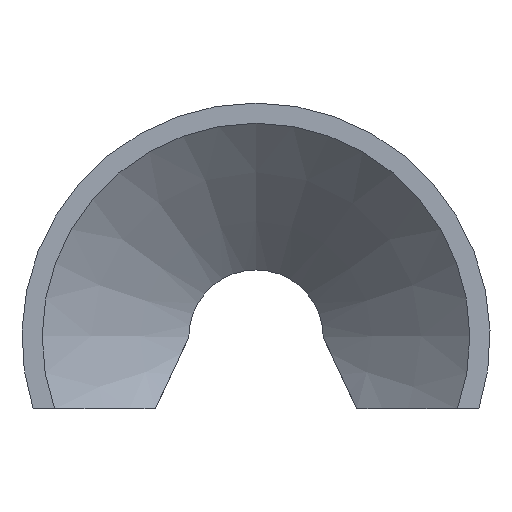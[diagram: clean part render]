
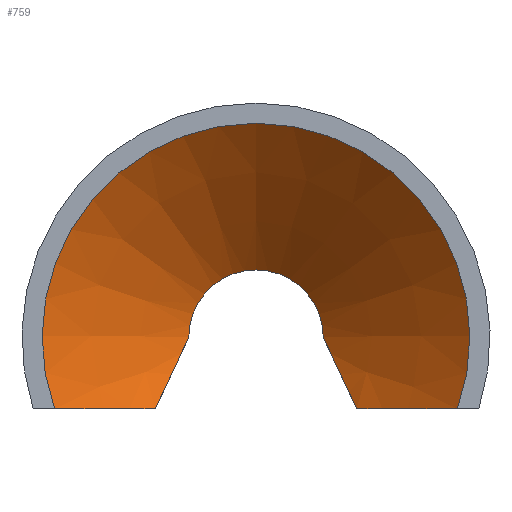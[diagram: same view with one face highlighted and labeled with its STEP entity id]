
A CAD part, front view. The second image highlights one B-rep face of the part: STEP entity #759.
In plain terms, the highlighted conical face has half-angle 48.5 degrees and reference radius 7 mm.
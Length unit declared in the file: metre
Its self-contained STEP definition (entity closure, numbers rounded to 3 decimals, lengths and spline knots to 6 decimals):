
#184=CIRCLE('',#817,0.010018);
#185=CIRCLE('',#818,0.031866);
#215=ORIENTED_EDGE('',*,*,#441,.F.);
#216=ORIENTED_EDGE('',*,*,#442,.F.);
#217=ORIENTED_EDGE('',*,*,#443,.T.);
#218=ORIENTED_EDGE('',*,*,#444,.F.);
#219=ORIENTED_EDGE('',*,*,#445,.F.);
#220=ORIENTED_EDGE('',*,*,#446,.F.);
#441=EDGE_CURVE('',#554,#555,#629,.T.);
#442=EDGE_CURVE('',#556,#554,#184,.T.);
#443=EDGE_CURVE('',#556,#557,#630,.T.);
#444=EDGE_CURVE('',#558,#557,#631,.T.);
#445=EDGE_CURVE('',#559,#558,#185,.T.);
#446=EDGE_CURVE('',#555,#559,#632,.T.);
#554=VERTEX_POINT('',#1138);
#555=VERTEX_POINT('',#1139);
#556=VERTEX_POINT('',#1141);
#557=VERTEX_POINT('',#1148);
#558=VERTEX_POINT('',#1154);
#559=VERTEX_POINT('',#1156);
#629=B_SPLINE_CURVE_WITH_KNOTS('',3,(#1132,#1133,#1134,#1135,#1136,#1137),
 .UNSPECIFIED.,.F.,.F.,(4,1,1,4),(0.004313,0.007821,
0.011329,0.018345),.UNSPECIFIED.);
#630=B_SPLINE_CURVE_WITH_KNOTS('',3,(#1142,#1143,#1144,#1145,#1146,#1147),
 .UNSPECIFIED.,.F.,.F.,(4,1,1,4),(0.004313,0.007821,
0.011329,0.018345),.UNSPECIFIED.);
#631=B_SPLINE_CURVE_WITH_KNOTS('',3,(#1149,#1150,#1151,#1152,#1153),
 .UNSPECIFIED.,.F.,.F.,(4,1,4),(0.091744,0.101316,0.110888),
 .UNSPECIFIED.);
#632=B_SPLINE_CURVE_WITH_KNOTS('',3,(#1157,#1158,#1159,#1160,#1161),
 .UNSPECIFIED.,.F.,.F.,(4,1,4),(0.144303,0.153915,0.163527),
 .UNSPECIFIED.);
#647=EDGE_LOOP('',(#215,#216,#217,#218,#219,#220));
#702=FACE_BOUND('',#647,.T.);
#757=CONICAL_SURFACE('',#816,0.007,0.846);
#759=ADVANCED_FACE('',(#702),#757,.F.);
#816=AXIS2_PLACEMENT_3D('',#1131,#878,#879);
#817=AXIS2_PLACEMENT_3D('',#1140,#880,#881);
#818=AXIS2_PLACEMENT_3D('',#1155,#882,#883);
#878=DIRECTION('',(0.,-1.,0.));
#879=DIRECTION('',(-1.,0.,0.));
#880=DIRECTION('',(0.,-1.,0.));
#881=DIRECTION('',(-1.,0.,0.));
#882=DIRECTION('',(0.,1.,0.));
#883=DIRECTION('',(1.,0.,0.));
#1131=CARTESIAN_POINT('',(0.,-0.023129,0.));
#1132=CARTESIAN_POINT('',(-0.010018,-0.025799,0.));
#1133=CARTESIAN_POINT('',(-0.010483,-0.02621,-0.000998));
#1134=CARTESIAN_POINT('',(-0.011363,-0.027241,-0.002888));
#1135=CARTESIAN_POINT('',(-0.013028,-0.029715,-0.006465));
#1136=CARTESIAN_POINT('',(-0.014218,-0.031812,-0.009021));
#1137=CARTESIAN_POINT('',(-0.015,-0.033237,-0.0107));
#1138=CARTESIAN_POINT('',(-0.010018,-0.025799,0.));
#1139=CARTESIAN_POINT('',(-0.015,-0.033237,-0.0107));
#1140=CARTESIAN_POINT('',(0.,-0.025799,0.));
#1141=CARTESIAN_POINT('',(0.010018,-0.025799,0.));
#1142=CARTESIAN_POINT('',(0.010018,-0.025799,0.));
#1143=CARTESIAN_POINT('',(0.010483,-0.02621,-0.000998));
#1144=CARTESIAN_POINT('',(0.011363,-0.027241,-0.002888));
#1145=CARTESIAN_POINT('',(0.013028,-0.029715,-0.006465));
#1146=CARTESIAN_POINT('',(0.014218,-0.031812,-0.009021));
#1147=CARTESIAN_POINT('',(0.015,-0.033237,-0.0107));
#1148=CARTESIAN_POINT('',(0.015,-0.033237,-0.0107));
#1149=CARTESIAN_POINT('',(0.030016,-0.045129,-0.0107));
#1150=CARTESIAN_POINT('',(0.027565,-0.043086,-0.0107));
#1151=CARTESIAN_POINT('',(0.022636,-0.039033,-0.0107));
#1152=CARTESIAN_POINT('',(0.017597,-0.035108,-0.0107));
#1153=CARTESIAN_POINT('',(0.015,-0.033237,-0.0107));
#1154=CARTESIAN_POINT('',(0.030016,-0.045129,-0.0107));
#1155=CARTESIAN_POINT('',(0.,-0.045129,0.));
#1156=CARTESIAN_POINT('',(-0.030016,-0.045129,-0.0107));
#1157=CARTESIAN_POINT('',(-0.015,-0.033237,-0.0107));
#1158=CARTESIAN_POINT('',(-0.017594,-0.035106,-0.0107));
#1159=CARTESIAN_POINT('',(-0.022632,-0.03903,-0.0107));
#1160=CARTESIAN_POINT('',(-0.027564,-0.043085,-0.0107));
#1161=CARTESIAN_POINT('',(-0.030016,-0.045129,-0.0107));
